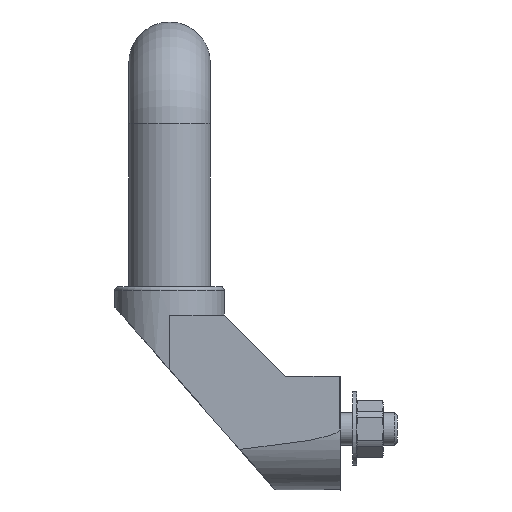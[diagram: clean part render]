
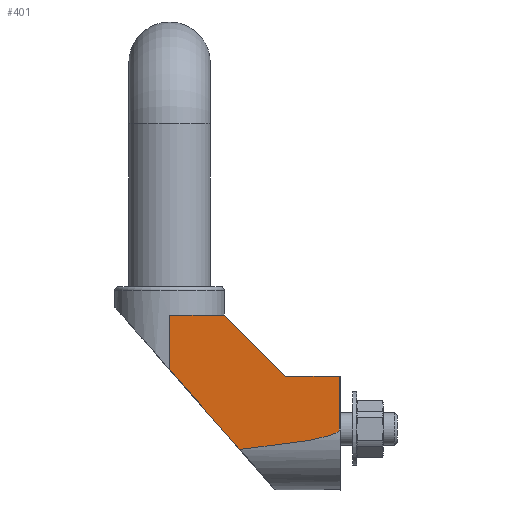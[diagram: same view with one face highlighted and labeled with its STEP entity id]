
A CAD part, left-side view. The second image highlights one B-rep face of the part: STEP entity #401.
In plain terms, the highlighted planar face has unit normal (-0.999, 0.036, 0).
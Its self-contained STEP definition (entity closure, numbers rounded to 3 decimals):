
#401 = ADVANCED_FACE( '', ( #881 ), #882, .T. );
#881 = FACE_OUTER_BOUND( '', #1422, .T. );
#882 = PLANE( '', #1423 );
#1422 = EDGE_LOOP( '', ( #2510, #2511, #2512, #2513, #2514, #2515, #2516 ) );
#1423 = AXIS2_PLACEMENT_3D( '', #2517, #2518, #2519 );
#2510 = ORIENTED_EDGE( '', *, *, #3107, .T. );
#2511 = ORIENTED_EDGE( '', *, *, #2950, .T. );
#2512 = ORIENTED_EDGE( '', *, *, #3248, .T. );
#2513 = ORIENTED_EDGE( '', *, *, #3170, .T. );
#2514 = ORIENTED_EDGE( '', *, *, #3284, .T. );
#2515 = ORIENTED_EDGE( '', *, *, #2938, .F. );
#2516 = ORIENTED_EDGE( '', *, *, #3210, .T. );
#2517 = CARTESIAN_POINT( '', ( -15.01, -0.02, 50. ) );
#2518 = DIRECTION( '', ( -0.999, 0.036, 0. ) );
#2519 = DIRECTION( '', ( -0.036, -0.999, 0. ) );
#2938 = EDGE_CURVE( '', #3447, #3449, #3450, .T. );
#2950 = EDGE_CURVE( '', #3463, #3470, #3472, .T. );
#3107 = EDGE_CURVE( '', #3737, #3463, #3738, .T. );
#3170 = EDGE_CURVE( '', #3828, #3837, #3839, .T. );
#3210 = EDGE_CURVE( '', #3447, #3737, #3900, .T. );
#3248 = EDGE_CURVE( '', #3470, #3828, #3952, .T. );
#3284 = EDGE_CURVE( '', #3837, #3449, #3993, .T. );
#3447 = VERTEX_POINT( '', #4182 );
#3449 = VERTEX_POINT( '', #4184 );
#3450 = LINE( '', #4185, #4186 );
#3463 = VERTEX_POINT( '', #4204 );
#3470 = VERTEX_POINT( '', #4214 );
#3472 = LINE( '', #4217, #4218 );
#3737 = VERTEX_POINT( '', #4606 );
#3738 = LINE( '', #4607, #4608 );
#3828 = VERTEX_POINT( '', #4733 );
#3837 = VERTEX_POINT( '', #4746 );
#3839 = LINE( '', #4749, #4750 );
#3900 = ELLIPSE( '', #4837, 420.368, 15. );
#3952 = LINE( '', #4923, #4924 );
#3993 = LINE( '', #4984, #4985 );
#4182 = CARTESIAN_POINT( '', ( -14.126, 24.747, -5.046 ) );
#4184 = CARTESIAN_POINT( '', ( -13.51, 41.99, 14.597 ) );
#4185 = CARTESIAN_POINT( '', ( -12.729, 63.866, 39.519 ) );
#4186 = VECTOR( '', #5237, 1000. );
#4204 = CARTESIAN_POINT( '', ( -15., 0.26, 13.01 ) );
#4214 = CARTESIAN_POINT( '', ( -14.528, 13.489, 13.01 ) );
#4217 = CARTESIAN_POINT( '', ( -15.01, -0.02, 13.01 ) );
#4218 = VECTOR( '', #5250, 1000. );
#4606 = CARTESIAN_POINT( '', ( -15., 0.26, 0. ) );
#4607 = CARTESIAN_POINT( '', ( -15., 0.26, 0. ) );
#4608 = VECTOR( '', #5431, 1000. );
#4733 = CARTESIAN_POINT( '', ( -13.992, 28.479, 28. ) );
#4746 = CARTESIAN_POINT( '', ( -13.51, 41.99, 28. ) );
#4749 = CARTESIAN_POINT( '', ( -13.512, 41.947, 28. ) );
#4750 = VECTOR( '', #5517, 1000. );
#4837 = AXIS2_PLACEMENT_3D( '', #5562, #5563, #5564 );
#4923 = CARTESIAN_POINT( '', ( -14.109, 25.213, 24.734 ) );
#4924 = VECTOR( '', #5599, 1000. );
#4984 = CARTESIAN_POINT( '', ( -13.51, 41.99, 50. ) );
#4985 = VECTOR( '', #5646, 1000. );
#5237 = DIRECTION( '', ( 0.024, 0.66, 0.751 ) );
#5250 = DIRECTION( '', ( 0.036, 0.999, 0. ) );
#5431 = DIRECTION( '', ( 0., 0., 1. ) );
#5517 = DIRECTION( '', ( 0.036, 0.999, 0. ) );
#5562 = CARTESIAN_POINT( '', ( 0., 420.36, 0. ) );
#5563 = DIRECTION( '', ( -0.999, 0.036, 0. ) );
#5564 = DIRECTION( '', ( -0.036, -0.999, 0. ) );
#5599 = DIRECTION( '', ( 0.025, 0.707, 0.707 ) );
#5646 = DIRECTION( '', ( 0., 0., -1. ) );
